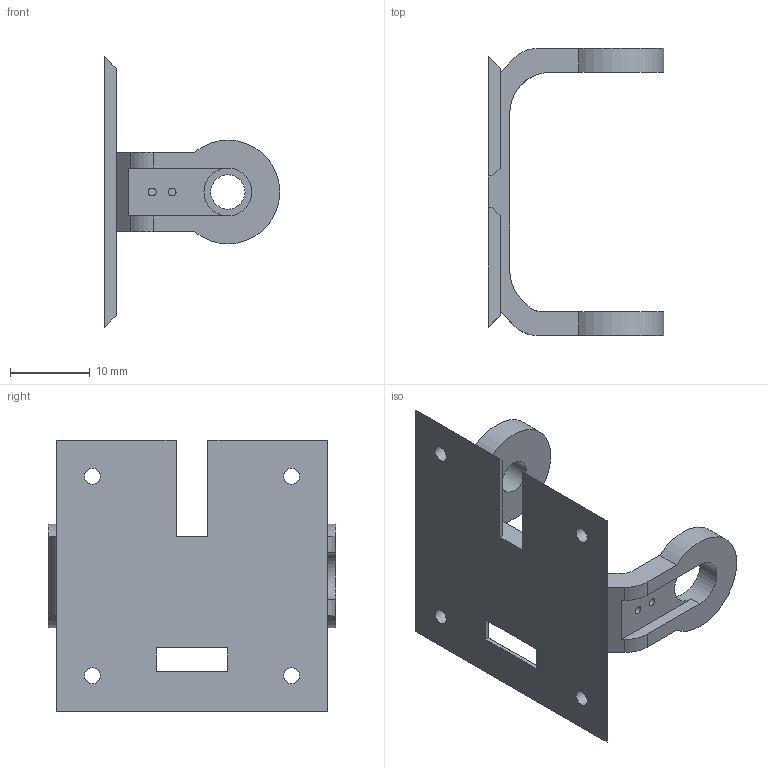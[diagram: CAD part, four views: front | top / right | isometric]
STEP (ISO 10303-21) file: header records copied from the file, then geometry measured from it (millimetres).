
FILE_DESCRIPTION(/* description */ (''),/* implementation_level */ '2;1');
FILE_NAME(/* name */ 'activeHinge_frame.stp',/* time_stamp */ '2015-02-25T11:51:02+01:00',/* author */ ('Przem'),/* organization */ (''),/* preprocessor_version */ 'ST-DEVELOPER v15.2',/* originating_system */ 'Autodesk Inventor 2014',/* authorisation */ '');
FILE_SCHEMA (('AUTOMOTIVE_DESIGN { 1 0 10303 214 3 1 1 }'));
Length unit declared in the file: millimetre
Products named in the file (1): activeHinge_frame
Bounding box: 22 x 36 x 34 mm (x, y, z)
Volume: 2880.2 mm3; surface area: 3523.7 mm2
Topology: 1 solids, 1 shells, 52 faces, 150 edges, 99 vertices
Faces by surface type: plane 33, cylinder 19
Full cylindrical faces by diameter (mm): 1 x2, 2 x4, 4.3 x1, 6 x1
Entity records: 1727 total; most frequent: CARTESIAN_POINT 312, DIRECTION 281, ORIENTED_EDGE 280, EDGE_CURVE 140, LINE 101, VECTOR 101, VERTEX_POINT 97, AXIS2_PLACEMENT_3D 90
